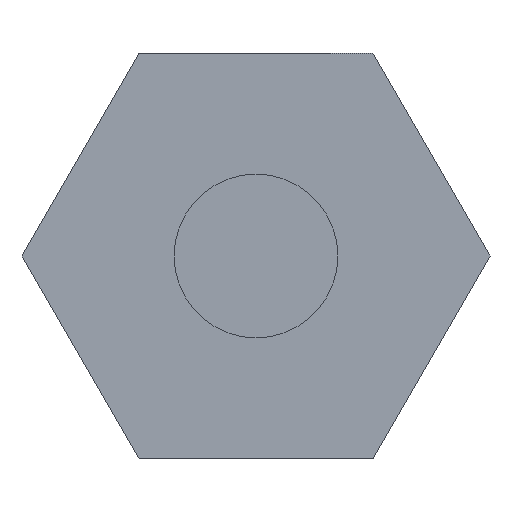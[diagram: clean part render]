
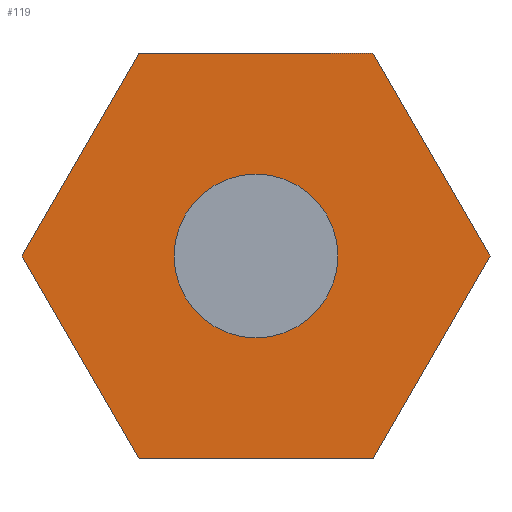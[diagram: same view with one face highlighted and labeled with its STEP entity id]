
A CAD part, front view. The second image highlights one B-rep face of the part: STEP entity #119.
In plain terms, the highlighted planar face has unit normal (0, -1, 0).
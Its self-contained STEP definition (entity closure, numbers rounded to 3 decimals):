
#9 = DIRECTION ( 'NONE',  ( 0.5, 0., 0.866 ) ) ;
#10 = ORIENTED_EDGE ( 'NONE', *, *, #24, .F. ) ;
#17 = LINE ( 'NONE', #65, #158 ) ;
#24 = EDGE_CURVE ( 'NONE', #364, #220, #41, .T. ) ;
#36 = DIRECTION ( 'NONE',  ( 0.5, 0., -0.866 ) ) ;
#41 = CIRCLE ( 'NONE', #516, 1.4 ) ;
#45 = DIRECTION ( 'NONE',  ( 0., 0., -1. ) ) ;
#61 = FACE_OUTER_BOUND ( 'NONE', #403, .T. ) ;
#64 = VECTOR ( 'NONE', #9, 1000. ) ;
#65 = CARTESIAN_POINT ( 'NONE',  ( -2., 0., -3.464 ) ) ;
#78 = EDGE_CURVE ( 'NONE', #180, #447, #17, .T. ) ;
#80 = VERTEX_POINT ( 'NONE', #553 ) ;
#81 = VECTOR ( 'NONE', #348, 1000. ) ;
#87 = LINE ( 'NONE', #264, #402 ) ;
#97 = CARTESIAN_POINT ( 'NONE',  ( 2., 0., -3.464 ) ) ;
#119 = ADVANCED_FACE ( 'NONE', ( #332, #61 ), #276, .F. ) ;
#131 = CARTESIAN_POINT ( 'NONE',  ( -2., 0., 3.464 ) ) ;
#135 = VECTOR ( 'NONE', #328, 1000. ) ;
#153 = CARTESIAN_POINT ( 'NONE',  ( 0., 0., 0. ) ) ;
#158 = VECTOR ( 'NONE', #420, 1000. ) ;
#159 = LINE ( 'NONE', #432, #81 ) ;
#164 = DIRECTION ( 'NONE',  ( 0., 0., -1. ) ) ;
#180 = VERTEX_POINT ( 'NONE', #186 ) ;
#186 = CARTESIAN_POINT ( 'NONE',  ( -2., 0., -3.464 ) ) ;
#191 = CARTESIAN_POINT ( 'NONE',  ( 0., 0., 0. ) ) ;
#197 = VECTOR ( 'NONE', #314, 1000. ) ;
#220 = VERTEX_POINT ( 'NONE', #425 ) ;
#264 = CARTESIAN_POINT ( 'NONE',  ( 2., 0., 3.464 ) ) ;
#276 = PLANE ( 'NONE',  #452 ) ;
#288 = EDGE_CURVE ( 'NONE', #220, #364, #294, .T. ) ;
#294 = CIRCLE ( 'NONE', #323, 1.4 ) ;
#304 = LINE ( 'NONE', #131, #197 ) ;
#308 = EDGE_CURVE ( 'NONE', #472, #449, #159, .T. ) ;
#311 = CARTESIAN_POINT ( 'NONE',  ( 4., 0., 0. ) ) ;
#314 = DIRECTION ( 'NONE',  ( 1., 0., 0. ) ) ;
#323 = AXIS2_PLACEMENT_3D ( 'NONE', #153, #465, #164 ) ;
#328 = DIRECTION ( 'NONE',  ( -1., 0., 0. ) ) ;
#332 = FACE_BOUND ( 'NONE', #342, .T. ) ;
#342 = EDGE_LOOP ( 'NONE', ( #562, #10 ) ) ;
#348 = DIRECTION ( 'NONE',  ( -0.5, 0., -0.866 ) ) ;
#349 = ORIENTED_EDGE ( 'NONE', *, *, #369, .F. ) ;
#358 = CARTESIAN_POINT ( 'NONE',  ( 0., 0., 0. ) ) ;
#360 = CARTESIAN_POINT ( 'NONE',  ( -4., 0., 0. ) ) ;
#364 = VERTEX_POINT ( 'NONE', #442 ) ;
#369 = EDGE_CURVE ( 'NONE', #499, #80, #304, .T. ) ;
#391 = ORIENTED_EDGE ( 'NONE', *, *, #308, .F. ) ;
#399 = CARTESIAN_POINT ( 'NONE',  ( 2., 0., -3.464 ) ) ;
#402 = VECTOR ( 'NONE', #36, 1000. ) ;
#403 = EDGE_LOOP ( 'NONE', ( #440, #349, #511, #405, #530, #391 ) ) ;
#405 = ORIENTED_EDGE ( 'NONE', *, *, #78, .F. ) ;
#420 = DIRECTION ( 'NONE',  ( -0.5, 0., 0.866 ) ) ;
#422 = DIRECTION ( 'NONE',  ( 0., 1., 0. ) ) ;
#425 = CARTESIAN_POINT ( 'NONE',  ( 0., 0., 1.4 ) ) ;
#431 = EDGE_CURVE ( 'NONE', #80, #472, #87, .T. ) ;
#432 = CARTESIAN_POINT ( 'NONE',  ( 4., 0., 0. ) ) ;
#439 = EDGE_CURVE ( 'NONE', #447, #499, #523, .T. ) ;
#440 = ORIENTED_EDGE ( 'NONE', *, *, #431, .F. ) ;
#442 = CARTESIAN_POINT ( 'NONE',  ( 0., 0., -1.4 ) ) ;
#443 = DIRECTION ( 'NONE',  ( 0., -1., 0. ) ) ;
#446 = CARTESIAN_POINT ( 'NONE',  ( -4., 0., 0. ) ) ;
#447 = VERTEX_POINT ( 'NONE', #446 ) ;
#449 = VERTEX_POINT ( 'NONE', #399 ) ;
#452 = AXIS2_PLACEMENT_3D ( 'NONE', #191, #422, #458 ) ;
#456 = LINE ( 'NONE', #97, #135 ) ;
#458 = DIRECTION ( 'NONE',  ( 0., 0., 1. ) ) ;
#465 = DIRECTION ( 'NONE',  ( 0., -1., 0. ) ) ;
#472 = VERTEX_POINT ( 'NONE', #311 ) ;
#493 = CARTESIAN_POINT ( 'NONE',  ( -2., 0., 3.464 ) ) ;
#496 = EDGE_CURVE ( 'NONE', #449, #180, #456, .T. ) ;
#499 = VERTEX_POINT ( 'NONE', #493 ) ;
#511 = ORIENTED_EDGE ( 'NONE', *, *, #439, .F. ) ;
#516 = AXIS2_PLACEMENT_3D ( 'NONE', #358, #443, #45 ) ;
#523 = LINE ( 'NONE', #360, #64 ) ;
#530 = ORIENTED_EDGE ( 'NONE', *, *, #496, .F. ) ;
#553 = CARTESIAN_POINT ( 'NONE',  ( 2., 0., 3.464 ) ) ;
#562 = ORIENTED_EDGE ( 'NONE', *, *, #288, .F. ) ;
